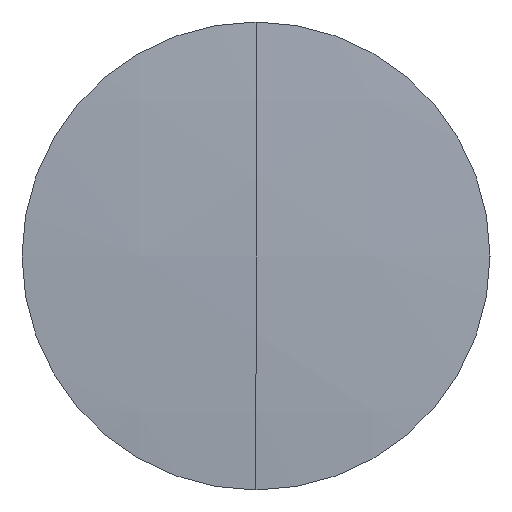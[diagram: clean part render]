
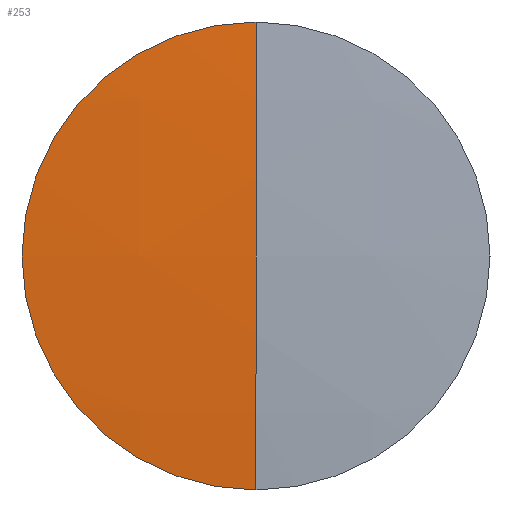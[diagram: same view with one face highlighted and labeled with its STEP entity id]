
A CAD part, left-side view. The second image highlights one B-rep face of the part: STEP entity #253.
In plain terms, the highlighted spherical face has radius 165.2 mm.
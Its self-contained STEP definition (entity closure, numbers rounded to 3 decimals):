
#2 = VERTEX_POINT ( 'NONE', #15 ) ;
#15 = CARTESIAN_POINT ( 'NONE',  ( 314.488, 0., -12.7 ) ) ;
#21 = CARTESIAN_POINT ( 'NONE',  ( 314.488, 0., 0. ) ) ;
#23 = DIRECTION ( 'NONE',  ( 0., -1., 0. ) ) ;
#25 = DIRECTION ( 'NONE',  ( 0., 0., 1. ) ) ;
#38 = VERTEX_POINT ( 'NONE', #66 ) ;
#41 = ORIENTED_EDGE ( 'NONE', *, *, #145, .F. ) ;
#43 = DIRECTION ( 'NONE',  ( 0., 0., 1. ) ) ;
#45 = CIRCLE ( 'NONE', #309, 12.7 ) ;
#52 = DIRECTION ( 'NONE',  ( 0., 1., 0. ) ) ;
#54 = FACE_OUTER_BOUND ( 'NONE', #315, .T. ) ;
#61 = AXIS2_PLACEMENT_3D ( 'NONE', #242, #259, #95 ) ;
#66 = CARTESIAN_POINT ( 'NONE',  ( 314.488, 0., 12.7 ) ) ;
#78 = CARTESIAN_POINT ( 'NONE',  ( 479.199, 0., 0. ) ) ;
#85 = ORIENTED_EDGE ( 'NONE', *, *, #252, .T. ) ;
#95 = DIRECTION ( 'NONE',  ( 0., 0., 1. ) ) ;
#100 = CIRCLE ( 'NONE', #172, 165.2 ) ;
#134 = AXIS2_PLACEMENT_3D ( 'NONE', #344, #23, #215 ) ;
#145 = EDGE_CURVE ( 'NONE', #38, #160, #292, .T. ) ;
#160 = VERTEX_POINT ( 'NONE', #270 ) ;
#172 = AXIS2_PLACEMENT_3D ( 'NONE', #78, #52, #43 ) ;
#197 = EDGE_CURVE ( 'NONE', #38, #2, #45, .T. ) ;
#215 = DIRECTION ( 'NONE',  ( 0., 0., -1. ) ) ;
#242 = CARTESIAN_POINT ( 'NONE',  ( 479.199, 0., 0. ) ) ;
#245 = ORIENTED_EDGE ( 'NONE', *, *, #197, .T. ) ;
#252 = EDGE_CURVE ( 'NONE', #2, #160, #100, .T. ) ;
#253 = ADVANCED_FACE ( 'NONE', ( #54 ), #301, .T. ) ;
#259 = DIRECTION ( 'NONE',  ( 0., 1., 0. ) ) ;
#267 = DIRECTION ( 'NONE',  ( -1., 0., 0. ) ) ;
#270 = CARTESIAN_POINT ( 'NONE',  ( 313.999, 0., 0. ) ) ;
#292 = CIRCLE ( 'NONE', #134, 165.2 ) ;
#301 = SPHERICAL_SURFACE ( 'NONE', #61, 165.2 ) ;
#309 = AXIS2_PLACEMENT_3D ( 'NONE', #21, #267, #25 ) ;
#315 = EDGE_LOOP ( 'NONE', ( #245, #85, #41 ) ) ;
#344 = CARTESIAN_POINT ( 'NONE',  ( 479.199, 0., 0. ) ) ;
